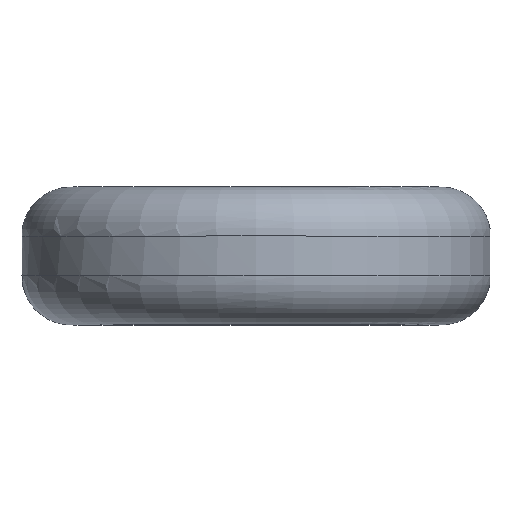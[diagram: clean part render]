
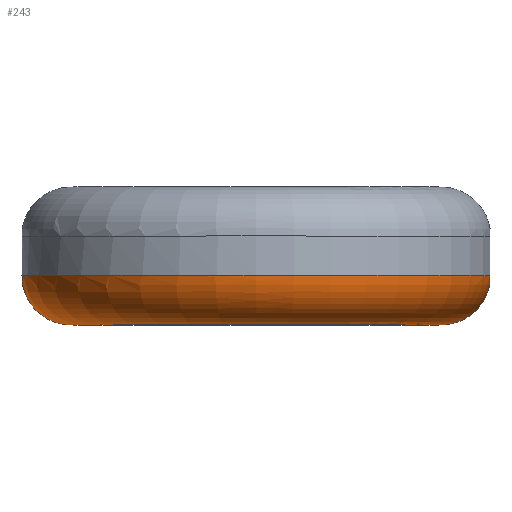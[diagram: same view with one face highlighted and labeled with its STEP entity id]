
A CAD part, top view. The second image highlights one B-rep face of the part: STEP entity #243.
In plain terms, the highlighted toroidal (fillet/blend) face has major radius 6.711 mm and minor radius 1.789 mm.
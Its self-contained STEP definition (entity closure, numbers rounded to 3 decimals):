
#20=TOROIDAL_SURFACE('',#267,6.711,1.789);
#29=CIRCLE('',#258,8.5);
#33=CIRCLE('',#266,6.711);
#51=ORIENTED_EDGE('',*,*,#75,.F.);
#52=ORIENTED_EDGE('',*,*,#69,.F.);
#53=ORIENTED_EDGE('',*,*,#71,.T.);
#69=EDGE_CURVE('',#82,#83,#29,.T.);
#71=EDGE_CURVE('',#82,#83,#94,.T.);
#75=EDGE_CURVE('',#87,#87,#33,.F.);
#82=VERTEX_POINT('',#340);
#83=VERTEX_POINT('',#341);
#87=VERTEX_POINT('',#376);
#94=B_SPLINE_CURVE_WITH_KNOTS('',3,(#346,#347,#348,#349,#350,#351,#352,
#353,#354,#355,#356),.UNSPECIFIED.,.F.,.F.,(4,1,1,1,1,1,1,1,4),(0.,0.,
0.001,0.001,0.002,0.002,
0.003,0.003,0.004),
 .UNSPECIFIED.);
#105=EDGE_LOOP('',(#51));
#106=EDGE_LOOP('',(#52,#53));
#127=FACE_BOUND('',#105,.T.);
#128=FACE_BOUND('',#106,.T.);
#243=ADVANCED_FACE('',(#127,#128),#20,.T.);
#258=AXIS2_PLACEMENT_3D('',#342,#285,#286);
#266=AXIS2_PLACEMENT_3D('',#375,#301,#302);
#267=AXIS2_PLACEMENT_3D('',#377,#303,#304);
#285=DIRECTION('',(0.,1.,0.));
#286=DIRECTION('',(0.,0.,1.));
#301=DIRECTION('',(0.,1.,0.));
#302=DIRECTION('',(0.,0.,1.));
#303=DIRECTION('',(0.,1.,0.));
#304=DIRECTION('',(0.,0.,1.));
#340=CARTESIAN_POINT('',(3.304,-0.711,-7.832));
#341=CARTESIAN_POINT('',(4.196,-0.711,-7.392));
#342=CARTESIAN_POINT('',(0.,-0.711,0.));
#346=CARTESIAN_POINT('',(3.304,-0.711,-7.832));
#347=CARTESIAN_POINT('',(3.187,-0.807,-7.881));
#348=CARTESIAN_POINT('',(3.01,-1.098,-7.929));
#349=CARTESIAN_POINT('',(3.078,-1.557,-7.716));
#350=CARTESIAN_POINT('',(3.317,-1.833,-7.408));
#351=CARTESIAN_POINT('',(3.648,-1.984,-7.088));
#352=CARTESIAN_POINT('',(4.126,-1.907,-6.92));
#353=CARTESIAN_POINT('',(4.45,-1.524,-7.044));
#354=CARTESIAN_POINT('',(4.472,-1.061,-7.21));
#355=CARTESIAN_POINT('',(4.309,-0.804,-7.328));
#356=CARTESIAN_POINT('',(4.196,-0.711,-7.392));
#375=CARTESIAN_POINT('',(0.,-2.5,0.));
#376=CARTESIAN_POINT('',(0.,-2.5,6.711));
#377=CARTESIAN_POINT('',(0.,-0.711,0.));
